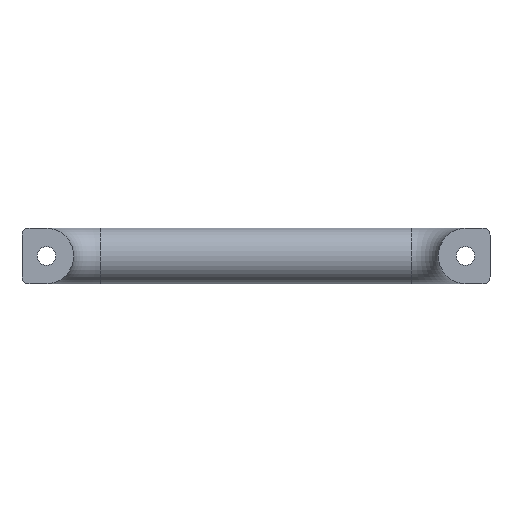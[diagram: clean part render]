
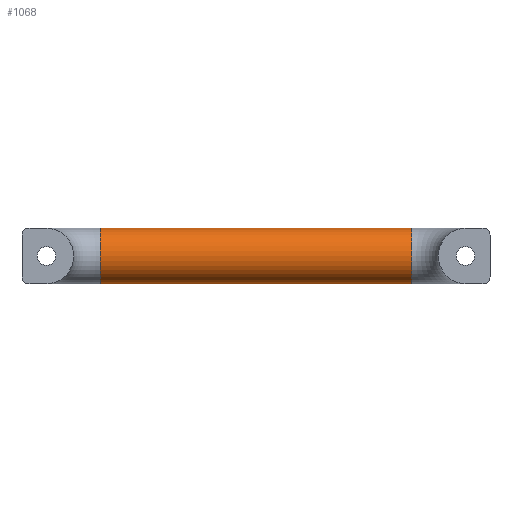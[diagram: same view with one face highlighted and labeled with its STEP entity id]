
A CAD part, front view. The second image highlights one B-rep face of the part: STEP entity #1068.
In plain terms, the highlighted cylindrical face has radius 8 mm (diameter 16 mm), a partial arc.
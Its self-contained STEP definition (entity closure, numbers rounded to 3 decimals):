
#21=CYLINDRICAL_SURFACE('',#1161,8.);
#61=LINE('',#1796,#143);
#65=LINE('',#1810,#147);
#143=VECTOR('',#1324,1000.);
#147=VECTOR('',#1336,1000.);
#252=CIRCLE('',#1162,8.);
#253=CIRCLE('',#1163,8.);
#348=ORIENTED_EDGE('',*,*,#671,.T.);
#349=ORIENTED_EDGE('',*,*,#672,.F.);
#350=ORIENTED_EDGE('',*,*,#673,.F.);
#351=ORIENTED_EDGE('',*,*,#665,.T.);
#665=EDGE_CURVE('',#827,#826,#61,.T.);
#671=EDGE_CURVE('',#826,#832,#252,.T.);
#672=EDGE_CURVE('',#833,#832,#65,.T.);
#673=EDGE_CURVE('',#827,#833,#253,.T.);
#826=VERTEX_POINT('',#1795);
#827=VERTEX_POINT('',#1797);
#832=VERTEX_POINT('',#1809);
#833=VERTEX_POINT('',#1811);
#914=EDGE_LOOP('',(#348,#349,#350,#351));
#986=FACE_BOUND('',#914,.T.);
#1068=ADVANCED_FACE('',(#986),#21,.T.);
#1161=AXIS2_PLACEMENT_3D('',#1807,#1332,#1333);
#1162=AXIS2_PLACEMENT_3D('',#1808,#1334,#1335);
#1163=AXIS2_PLACEMENT_3D('',#1812,#1337,#1338);
#1324=DIRECTION('',(-1.,0.,0.));
#1332=DIRECTION('',(-1.,0.,0.));
#1333=DIRECTION('',(0.,0.,1.));
#1334=DIRECTION('',(1.,0.,0.));
#1335=DIRECTION('',(0.,0.,-1.));
#1336=DIRECTION('',(-1.,0.,0.));
#1337=DIRECTION('',(1.,0.,0.));
#1338=DIRECTION('',(0.,0.,-1.));
#1795=CARTESIAN_POINT('',(15.4,41.2,8.));
#1796=CARTESIAN_POINT('',(104.6,41.2,8.));
#1797=CARTESIAN_POINT('',(104.6,41.2,8.));
#1807=CARTESIAN_POINT('',(104.6,41.2,0.));
#1808=CARTESIAN_POINT('',(15.4,41.2,0.));
#1809=CARTESIAN_POINT('',(15.4,41.2,-8.));
#1810=CARTESIAN_POINT('',(104.6,41.2,-8.));
#1811=CARTESIAN_POINT('',(104.6,41.2,-8.));
#1812=CARTESIAN_POINT('',(104.6,41.2,0.));
